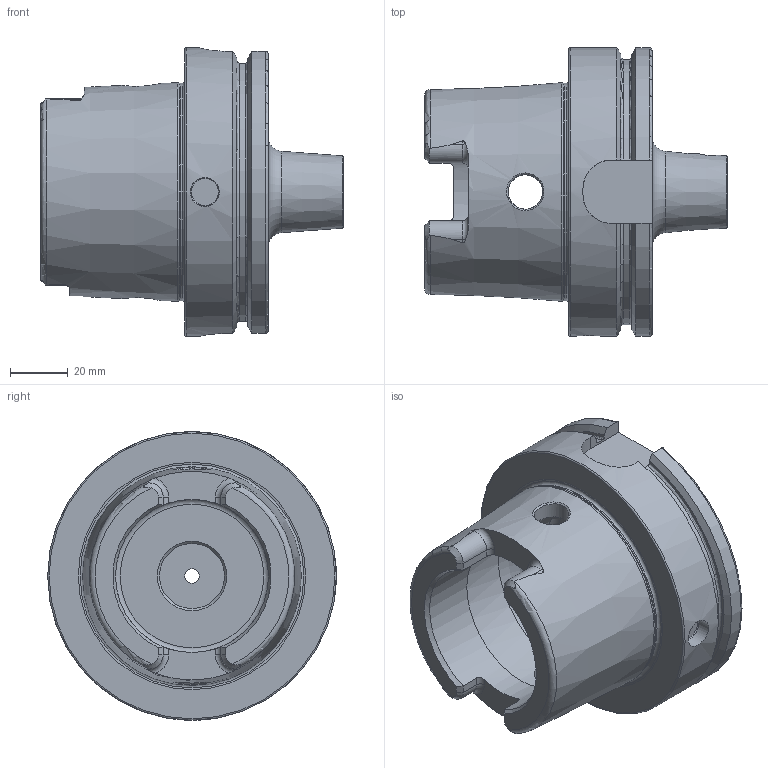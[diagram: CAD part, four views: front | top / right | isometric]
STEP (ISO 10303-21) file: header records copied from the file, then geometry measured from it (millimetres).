
FILE_DESCRIPTION (( 'STEP AP214' ), '1' );
FILE_NAME ('HA0.ST2.K01.055.STEP', '2020-04-15T13:06:48', ( '' ), ( '' ), 'SwSTEP 2.0', 'SolidWorks 2017', '' );
FILE_SCHEMA (( 'AUTOMOTIVE_DESIGN' ));
Length unit declared in the file: millimetre
Products named in the file (4): ST2-ER1.001.006_A; HA0-ST2.K01.055_C_Fertigbearbeitung; DIN 3771 - 12x1.5; HA0.ST2.K01.055
Assembly tree (3 placements, depth 2):
  HA0.ST2.K01.055
    HA0-ST2.K01.055_C_Fertigbearbeitung
    ST2-ER1.001.006_A
    DIN 3771 - 12x1.5
Bounding box: 104.9 x 100 x 100 mm (x, y, z)
Volume: 265781.6 mm3; surface area: 52811 mm2
Topology: 3 solids, 3 shells, 159 faces, 411 edges, 259 vertices
Faces by surface type: plane 63, cylinder 38, torus 28, cone 26, bspline 4
Full cylindrical faces by diameter (mm): 2.5 x1, 4.5 x1, 5 x2, 10 x1, 12 x2, 14 x1, 15 x1, 22.5 x1, 26 x1, 53 x2, 63 x1, 75.265 x1, 100 x1
Entity records: 7450 total; most frequent: CARTESIAN_POINT 2846, ORIENTED_EDGE 698, DIRECTION 695, EDGE_CURVE 349, AXIS2_PLACEMENT_3D 286, VERTEX_POINT 241, EDGE_LOOP 212, FACE_OUTER_BOUND 186
